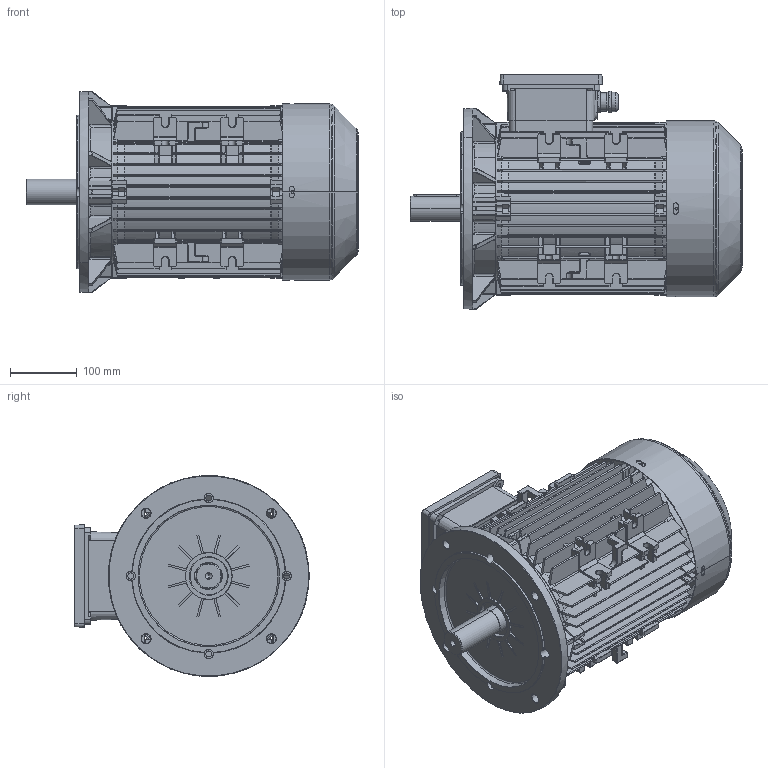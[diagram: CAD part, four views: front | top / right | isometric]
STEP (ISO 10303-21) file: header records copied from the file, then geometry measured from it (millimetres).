
FILE_DESCRIPTION (( 'STEP AP214' ), '1' );
FILE_NAME ('FCA 132M-B5-IC411-2-4-6-8 POLES.STEP', '2024-10-10T09:05:00', ( '' ), ( '' ), 'SwSTEP 2.0', 'SolidWorks 2024', '' );
FILE_SCHEMA (( 'AUTOMOTIVE_DESIGN' ));
Length unit declared in the file: millimetre
Products named in the file (14): Copriventola 132M H.113; Carcassa 132SM-160T-B3-B5; Flangia FC132_Cuscinetto_6208; Scatola morsetti 132; parallel_din_Parallel key A10 x 8 x 70 DIN 6885; FCA 132M-B5-IC411-2-4-6-8 POLES; Tappo M25; Albero 132M serie autoventilato; Guarnizione scatola-coperchio 132; Coperchio scatola morsetti 132; Guarnizione scatola-motore 132; Gruppo Coprimorsettiera 132; Scudo C-FC132 posteriore alto; PRESSACAVO M25
Assembly tree (13 placements, depth 3):
  FCA 132M-B5-IC411-2-4-6-8 POLES
    Albero 132M serie autoventilato
    Flangia FC132_Cuscinetto_6208
    parallel_din_Parallel key A10 x 8 x 70 DIN 6885
    Scudo C-FC132 posteriore alto
    Copriventola 132M H.113
    Gruppo Coprimorsettiera 132
      Scatola morsetti 132
      Coperchio scatola morsetti 132
      Guarnizione scatola-motore 132
      PRESSACAVO M25
      Tappo M25
      Guarnizione scatola-coperchio 132
    Carcassa 132SM-160T-B3-B5
Bounding box: 496 x 350 x 300 mm (x, y, z)
Volume: 4629519.4 mm3; surface area: 1768134.2 mm2
Topology: 12 solids, 14 shells, 5141 faces, 13864 edges, 8747 vertices
Faces by surface type: plane 2077, cylinder 1514, torus 676, cone 665, bspline 139, sphere 70
Entity records: 173710 total; most frequent: CARTESIAN_POINT 46327, ORIENTED_EDGE 27578, DIRECTION 25646, EDGE_CURVE 13789, AXIS2_PLACEMENT_3D 9227, VERTEX_POINT 8733, LINE 7192, VECTOR 7192
